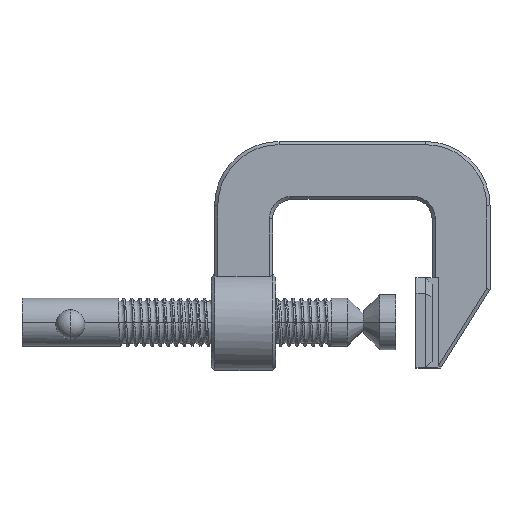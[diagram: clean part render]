
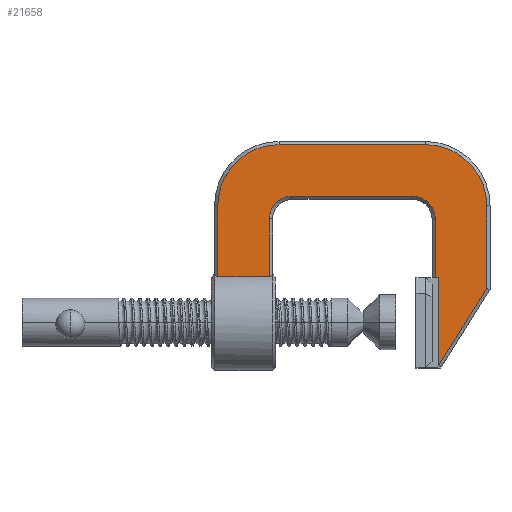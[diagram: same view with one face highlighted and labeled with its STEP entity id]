
A CAD part, top view. The second image highlights one B-rep face of the part: STEP entity #21658.
In plain terms, the highlighted planar face has unit normal (0, 0, 1).
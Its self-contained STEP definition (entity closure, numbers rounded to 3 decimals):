
#16361=CARTESIAN_POINT('Vertex',(70.5,-13.575,5.)) ;
#16364=CARTESIAN_POINT('Line Origine',(70.5,20.938,5.)) ;
#16368=CARTESIAN_POINT('Vertex',(70.5,13.776,5.)) ;
#16406=CARTESIAN_POINT('Vertex',(85.5,36.1,5.)) ;
#16422=CARTESIAN_POINT('Vertex',(66.5,55.1,5.)) ;
#16425=CARTESIAN_POINT('Axis2P3D Location',(66.5,36.1,5.)) ;
#16453=CARTESIAN_POINT('Vertex',(21.,55.1,5.)) ;
#16456=CARTESIAN_POINT('Line Origine',(43.75,55.1,5.)) ;
#16484=CARTESIAN_POINT('Vertex',(2.,36.1,5.)) ;
#16487=CARTESIAN_POINT('Axis2P3D Location',(21.,36.1,5.)) ;
#16504=CARTESIAN_POINT('Line Origine',(82.453,5.553,5.)) ;
#16508=CARTESIAN_POINT('Vertex',(85.5,10.43,5.)) ;
#16541=CARTESIAN_POINT('Vertex',(2.,14.142,5.)) ;
#16544=CARTESIAN_POINT('Line Origine',(2.,20.938,5.)) ;
#16571=CARTESIAN_POINT('Line Origine',(85.5,20.938,5.)) ;
#21590=CARTESIAN_POINT('Axis2P3D Location',(0.,0.,5.)) ;
#21595=CARTESIAN_POINT('Line Origine',(70.,13.776,5.)) ;
#21599=CARTESIAN_POINT('Vertex',(69.5,13.776,5.)) ;
#21602=CARTESIAN_POINT('Line Origine',(10.,14.142,5.)) ;
#21606=CARTESIAN_POINT('Vertex',(18.,14.142,5.)) ;
#21609=CARTESIAN_POINT('Line Origine',(18.,23.121,5.)) ;
#21613=CARTESIAN_POINT('Vertex',(18.,32.1,5.)) ;
#21616=CARTESIAN_POINT('Axis2P3D Location',(25.,32.1,5.)) ;
#21620=CARTESIAN_POINT('Vertex',(25.,39.1,5.)) ;
#21623=CARTESIAN_POINT('Line Origine',(43.75,39.1,5.)) ;
#21627=CARTESIAN_POINT('Vertex',(62.5,39.1,5.)) ;
#21630=CARTESIAN_POINT('Axis2P3D Location',(62.5,32.1,5.)) ;
#21634=CARTESIAN_POINT('Vertex',(69.5,32.1,5.)) ;
#21637=CARTESIAN_POINT('Line Origine',(69.5,22.938,5.)) ;
#16365=DIRECTION('Vector Direction',(0.,-1.,0.)) ;
#16426=DIRECTION('Axis2P3D Direction',(0.,0.,1.)) ;
#16457=DIRECTION('Vector Direction',(1.,0.,0.)) ;
#16488=DIRECTION('Axis2P3D Direction',(0.,0.,1.)) ;
#16505=DIRECTION('Vector Direction',(-0.53,-0.848,0.)) ;
#16545=DIRECTION('Vector Direction',(0.,1.,0.)) ;
#16572=DIRECTION('Vector Direction',(0.,-1.,0.)) ;
#21591=DIRECTION('Axis2P3D Direction',(0.,0.,1.)) ;
#21592=DIRECTION('Axis2P3D XDirection',(1.,0.,0.)) ;
#21596=DIRECTION('Vector Direction',(1.,0.,0.)) ;
#21603=DIRECTION('Vector Direction',(-1.,0.,0.)) ;
#21610=DIRECTION('Vector Direction',(0.,-1.,0.)) ;
#21617=DIRECTION('Axis2P3D Direction',(0.,0.,1.)) ;
#21624=DIRECTION('Vector Direction',(-1.,0.,0.)) ;
#21631=DIRECTION('Axis2P3D Direction',(0.,0.,1.)) ;
#21638=DIRECTION('Vector Direction',(0.,1.,0.)) ;
#16427=AXIS2_PLACEMENT_3D('Circle Axis2P3D',#16425,#16426,$) ;
#16489=AXIS2_PLACEMENT_3D('Circle Axis2P3D',#16487,#16488,$) ;
#21593=AXIS2_PLACEMENT_3D('Plane Axis2P3D',#21590,#21591,#21592) ;
#21618=AXIS2_PLACEMENT_3D('Circle Axis2P3D',#21616,#21617,$) ;
#21632=AXIS2_PLACEMENT_3D('Circle Axis2P3D',#21630,#21631,$) ;
#21643=ORIENTED_EDGE('',*,*,#21601,.T.) ;
#21644=ORIENTED_EDGE('',*,*,#16370,.T.) ;
#21645=ORIENTED_EDGE('',*,*,#16510,.T.) ;
#21646=ORIENTED_EDGE('',*,*,#16575,.T.) ;
#21647=ORIENTED_EDGE('',*,*,#16429,.T.) ;
#21648=ORIENTED_EDGE('',*,*,#16460,.T.) ;
#21649=ORIENTED_EDGE('',*,*,#16491,.T.) ;
#21650=ORIENTED_EDGE('',*,*,#16548,.T.) ;
#21651=ORIENTED_EDGE('',*,*,#21608,.F.) ;
#21652=ORIENTED_EDGE('',*,*,#21615,.T.) ;
#21653=ORIENTED_EDGE('',*,*,#21622,.T.) ;
#21654=ORIENTED_EDGE('',*,*,#21629,.T.) ;
#21655=ORIENTED_EDGE('',*,*,#21636,.T.) ;
#21656=ORIENTED_EDGE('',*,*,#21641,.T.) ;
#16366=VECTOR('Line Direction',#16365,1.) ;
#16458=VECTOR('Line Direction',#16457,1.) ;
#16506=VECTOR('Line Direction',#16505,1.) ;
#16546=VECTOR('Line Direction',#16545,1.) ;
#16573=VECTOR('Line Direction',#16572,1.) ;
#21597=VECTOR('Line Direction',#21596,1.) ;
#21604=VECTOR('Line Direction',#21603,1.) ;
#21611=VECTOR('Line Direction',#21610,1.) ;
#21625=VECTOR('Line Direction',#21624,1.) ;
#21639=VECTOR('Line Direction',#21638,1.) ;
#21658=ADVANCED_FACE('PartBody',(#21657),#21594,.T.) ;
#16428=CIRCLE('generated circle',#16427,19.) ;
#16490=CIRCLE('generated circle',#16489,19.) ;
#21619=CIRCLE('generated circle',#21618,7.) ;
#21633=CIRCLE('generated circle',#21632,7.) ;
#16370=EDGE_CURVE('',#16369,#16362,#16367,.T.) ;
#16429=EDGE_CURVE('',#16407,#16423,#16428,.T.) ;
#16460=EDGE_CURVE('',#16423,#16454,#16459,.F.) ;
#16491=EDGE_CURVE('',#16454,#16485,#16490,.T.) ;
#16510=EDGE_CURVE('',#16362,#16509,#16507,.F.) ;
#16548=EDGE_CURVE('',#16485,#16542,#16547,.F.) ;
#16575=EDGE_CURVE('',#16509,#16407,#16574,.F.) ;
#21601=EDGE_CURVE('',#21600,#16369,#21598,.T.) ;
#21608=EDGE_CURVE('',#21607,#16542,#21605,.T.) ;
#21615=EDGE_CURVE('',#21607,#21614,#21612,.F.) ;
#21622=EDGE_CURVE('',#21614,#21621,#21619,.F.) ;
#21629=EDGE_CURVE('',#21621,#21628,#21626,.F.) ;
#21636=EDGE_CURVE('',#21628,#21635,#21633,.F.) ;
#21641=EDGE_CURVE('',#21635,#21600,#21640,.F.) ;
#21642=EDGE_LOOP('',(#21643,#21644,#21645,#21646,#21647,#21648,#21649,#21650,#21651,#21652,#21653,#21654,#21655,#21656)) ;
#21657=FACE_OUTER_BOUND('',#21642,.T.) ;
#16367=LINE('Line',#16364,#16366) ;
#16459=LINE('Line',#16456,#16458) ;
#16507=LINE('Line',#16504,#16506) ;
#16547=LINE('Line',#16544,#16546) ;
#16574=LINE('Line',#16571,#16573) ;
#21598=LINE('Line',#21595,#21597) ;
#21605=LINE('Line',#21602,#21604) ;
#21612=LINE('Line',#21609,#21611) ;
#21626=LINE('Line',#21623,#21625) ;
#21640=LINE('Line',#21637,#21639) ;
#21594=PLANE('',#21593) ;
#16362=VERTEX_POINT('',#16361) ;
#16369=VERTEX_POINT('',#16368) ;
#16407=VERTEX_POINT('',#16406) ;
#16423=VERTEX_POINT('',#16422) ;
#16454=VERTEX_POINT('',#16453) ;
#16485=VERTEX_POINT('',#16484) ;
#16509=VERTEX_POINT('',#16508) ;
#16542=VERTEX_POINT('',#16541) ;
#21600=VERTEX_POINT('',#21599) ;
#21607=VERTEX_POINT('',#21606) ;
#21614=VERTEX_POINT('',#21613) ;
#21621=VERTEX_POINT('',#21620) ;
#21628=VERTEX_POINT('',#21627) ;
#21635=VERTEX_POINT('',#21634) ;
